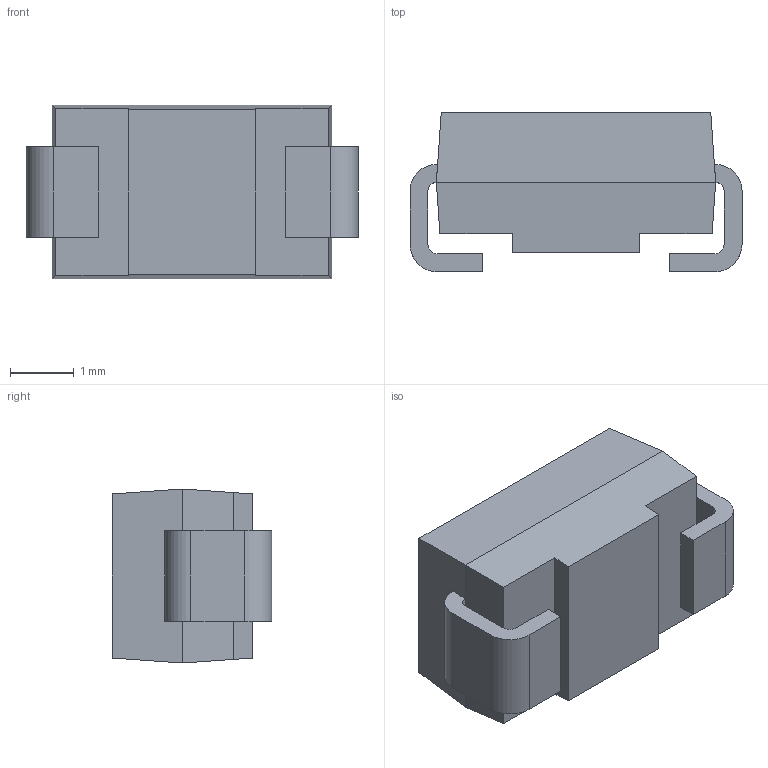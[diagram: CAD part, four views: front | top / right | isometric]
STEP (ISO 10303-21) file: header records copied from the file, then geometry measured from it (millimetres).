
FILE_DESCRIPTION (( 'STEP AP214' ), '1' );
FILE_NAME ('NRVUS2DA.STEP', '2023-02-15T16:07:08', ( '' ), ( '' ), 'SwSTEP 2.0', 'SolidWorks 2021', '' );
FILE_SCHEMA (( 'AUTOMOTIVE_DESIGN' ));
Length unit declared in the file: millimetre
Products named in the file (1): NRVUS2DA
Bounding box: 5.2 x 2.5 x 2.73 mm (x, y, z)
Volume: 25.2 mm3; surface area: 69.4 mm2
Topology: 3 solids, 3 shells, 40 faces, 98 edges, 64 vertices
Faces by surface type: plane 32, cylinder 8
Entity records: 1218 total; most frequent: CARTESIAN_POINT 203, ORIENTED_EDGE 196, DIRECTION 196, EDGE_CURVE 98, LINE 82, VECTOR 82, VERTEX_POINT 64, AXIS2_PLACEMENT_3D 57
